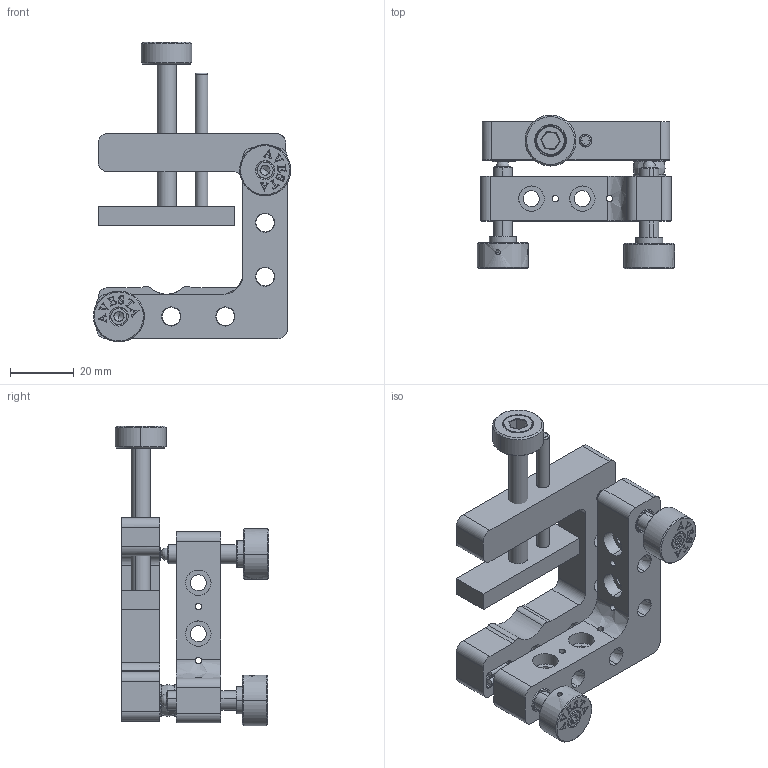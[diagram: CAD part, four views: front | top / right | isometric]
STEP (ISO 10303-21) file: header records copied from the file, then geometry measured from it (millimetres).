
FILE_DESCRIPTION(/* description */ (''),/* implementation_level */ '2;1');
FILE_NAME(/* name */ 'MMR-VS',/* time_stamp */ '2021-08-20T17:35:19+03:00',/* author */ (''),/* organization */ (''),/* preprocessor_version */ 'ST-DEVELOPER v15',/* originating_system */ '',/* authorisation */ '');
FILE_SCHEMA (('AUTOMOTIVE_DESIGN'));
Length unit declared in the file: millimetre
Products named in the file (9): Document; Держатель MMR-VS; Держатель MMR-VS_Su
bstitute_1; Block 01; Block 02; Block 03; Block 04; Block 05
Assembly tree (8 placements, depth 5):
  Document
    Document
      Держатель MMR-VS
        Держатель MMR-VS_Su
bstitute_1
          Block 01
          Block 02
          Block 03
          Block 04
          Block 05
Bounding box: 62 x 48.28 x 94.25 mm (x, y, z)
Volume: 46959.8 mm3; surface area: 28930.7 mm2
Topology: 17 solids, 28 shells, 728 faces, 2015 edges, 1333 vertices
Faces by surface type: bspline 728
Entity records: 50972 total; most frequent: CARTESIAN_POINT 25677, B_SPLINE_CURVE_WITH_KNOTS 4680, ORIENTED_EDGE 3962, PCURVE 3962, DEFINITIONAL_REPRESENTATION 3962, SURFACE_CURVE 1995, EDGE_CURVE 1995, VERTEX_POINT 1335
